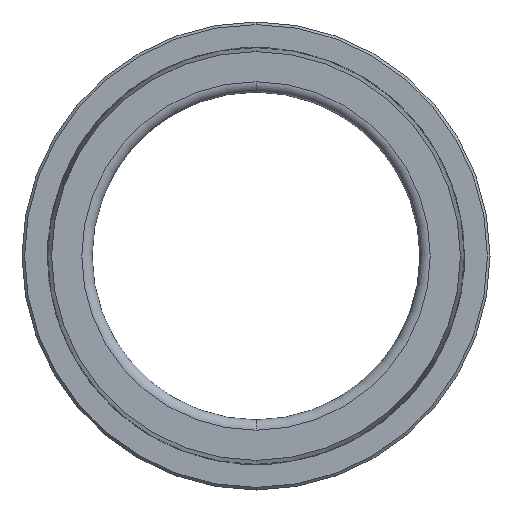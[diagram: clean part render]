
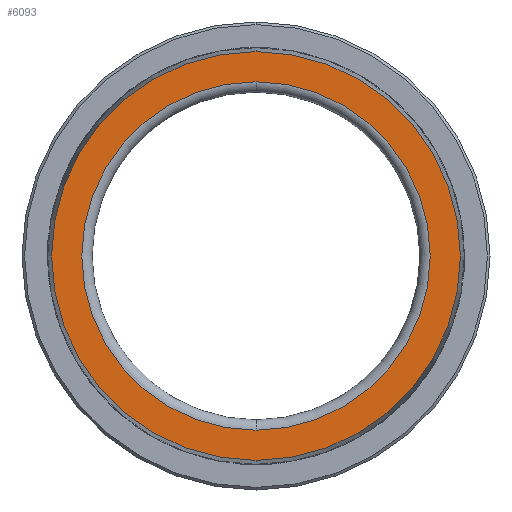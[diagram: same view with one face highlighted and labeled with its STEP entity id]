
A CAD part, front view. The second image highlights one B-rep face of the part: STEP entity #6093.
In plain terms, the highlighted planar face has unit normal (0, -1, 0).
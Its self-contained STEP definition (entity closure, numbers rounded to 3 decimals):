
#753 = EDGE_LOOP ( 'NONE', ( #6185, #2481 ) ) ;
#949 = CIRCLE ( 'NONE', #2670, 33.5 ) ;
#1121 = VERTEX_POINT ( 'NONE', #10135 ) ;
#1324 = AXIS2_PLACEMENT_3D ( 'NONE', #1483, #5925, #3619 ) ;
#1351 = EDGE_CURVE ( 'NONE', #5504, #1121, #949, .T. ) ;
#1483 = CARTESIAN_POINT ( 'NONE',  ( 33.5, -18.071, 0. ) ) ;
#1922 = FACE_BOUND ( 'NONE', #753, .T. ) ;
#2481 = ORIENTED_EDGE ( 'NONE', *, *, #3257, .F. ) ;
#2670 = AXIS2_PLACEMENT_3D ( 'NONE', #2692, #8361, #9518 ) ;
#2692 = CARTESIAN_POINT ( 'NONE',  ( 0., -18.071, 0. ) ) ;
#3257 = EDGE_CURVE ( 'NONE', #1121, #5504, #9197, .T. ) ;
#3414 = VERTEX_POINT ( 'NONE', #11257 ) ;
#3619 = DIRECTION ( 'NONE',  ( 0., 0., -1. ) ) ;
#4032 = CARTESIAN_POINT ( 'NONE',  ( 0., -18.071, 0. ) ) ;
#4741 = VERTEX_POINT ( 'NONE', #4858 ) ;
#4858 = CARTESIAN_POINT ( 'NONE',  ( 0., -18.071, -39.3 ) ) ;
#5057 = AXIS2_PLACEMENT_3D ( 'NONE', #4032, #7249, #13797 ) ;
#5431 = CIRCLE ( 'NONE', #6832, 39.3 ) ;
#5504 = VERTEX_POINT ( 'NONE', #7645 ) ;
#5590 = CARTESIAN_POINT ( 'NONE',  ( 0., -18.071, 0. ) ) ;
#5925 = DIRECTION ( 'NONE',  ( 0., -1., 0. ) ) ;
#6093 = ADVANCED_FACE ( 'NONE', ( #13300, #1922 ), #8102, .T. ) ;
#6185 = ORIENTED_EDGE ( 'NONE', *, *, #1351, .F. ) ;
#6550 = CARTESIAN_POINT ( 'NONE',  ( 0., -18.071, 0. ) ) ;
#6832 = AXIS2_PLACEMENT_3D ( 'NONE', #5590, #11072, #13132 ) ;
#7249 = DIRECTION ( 'NONE',  ( 0., -1., 0. ) ) ;
#7635 = DIRECTION ( 'NONE',  ( 0., 0., -1. ) ) ;
#7645 = CARTESIAN_POINT ( 'NONE',  ( 0., -18.071, -33.5 ) ) ;
#8102 = PLANE ( 'NONE',  #1324 ) ;
#8150 = CIRCLE ( 'NONE', #13652, 39.3 ) ;
#8361 = DIRECTION ( 'NONE',  ( 0., -1., 0. ) ) ;
#8500 = EDGE_CURVE ( 'NONE', #4741, #3414, #8150, .T. ) ;
#9197 = CIRCLE ( 'NONE', #5057, 33.5 ) ;
#9518 = DIRECTION ( 'NONE',  ( 0., 0., -1. ) ) ;
#9721 = EDGE_CURVE ( 'NONE', #3414, #4741, #5431, .T. ) ;
#10135 = CARTESIAN_POINT ( 'NONE',  ( 0., -18.071, 33.5 ) ) ;
#11072 = DIRECTION ( 'NONE',  ( 0., -1., 0. ) ) ;
#11257 = CARTESIAN_POINT ( 'NONE',  ( 0., -18.071, 39.3 ) ) ;
#11470 = ORIENTED_EDGE ( 'NONE', *, *, #9721, .T. ) ;
#11622 = ORIENTED_EDGE ( 'NONE', *, *, #8500, .T. ) ;
#13132 = DIRECTION ( 'NONE',  ( 0., 0., -1. ) ) ;
#13300 = FACE_OUTER_BOUND ( 'NONE', #13589, .T. ) ;
#13589 = EDGE_LOOP ( 'NONE', ( #11470, #11622 ) ) ;
#13652 = AXIS2_PLACEMENT_3D ( 'NONE', #6550, #14075, #7635 ) ;
#13797 = DIRECTION ( 'NONE',  ( 0., 0., -1. ) ) ;
#14075 = DIRECTION ( 'NONE',  ( 0., -1., 0. ) ) ;
